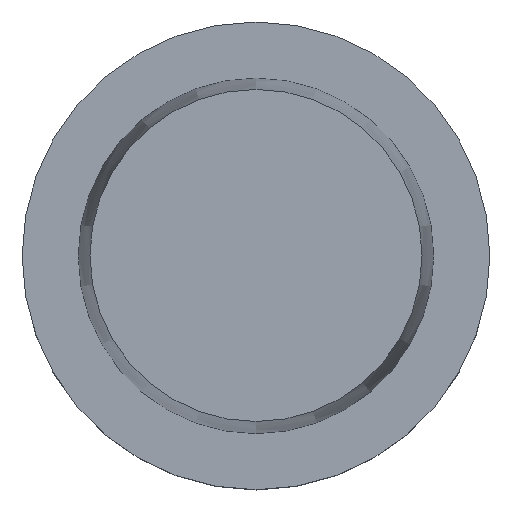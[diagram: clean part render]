
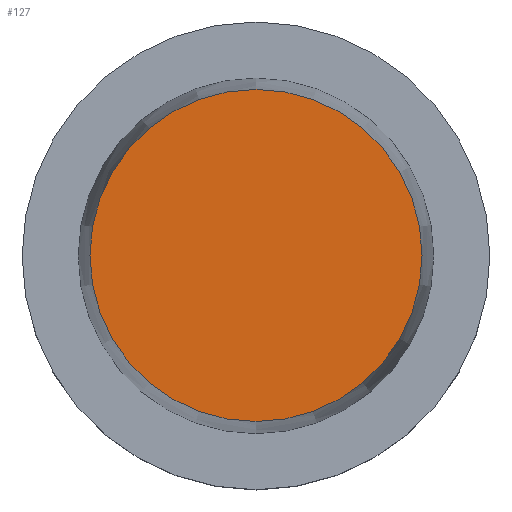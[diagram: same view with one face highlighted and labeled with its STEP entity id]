
A CAD part, top view. The second image highlights one B-rep face of the part: STEP entity #127.
In plain terms, the highlighted planar face has unit normal (0, 0, 1).
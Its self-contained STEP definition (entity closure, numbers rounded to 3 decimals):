
#110=EDGE_CURVE('Unnamed[1]',#274,#274,#275,.T.);
#127=ADVANCED_FACE('Unnamed[1]',(#301),#302,.T.);
#274=VERTEX_POINT('',#493);
#275=CIRCLE('',#494,35.5);
#301=FACE_OUTER_BOUND('',#526,.T.);
#302=PLANE('',#527);
#493=CARTESIAN_POINT('',(0.,35.5,50.0));
#494=AXIS2_PLACEMENT_3D('',#733,#734,#735);
#526=EDGE_LOOP('',(#764));
#527=AXIS2_PLACEMENT_3D('',#765,#766,#767);
#733=CARTESIAN_POINT('',(0.,0.,50.0));
#734=DIRECTION('',(0.,0.,-1.0));
#735=DIRECTION('',(0.,1.0,0.));
#764=ORIENTED_EDGE('',*,*,#110,.F.);
#765=CARTESIAN_POINT('',(0.,17.75,50.0));
#766=DIRECTION('',(0.,0.,1.0));
#767=DIRECTION('',(0.,-1.0,0.));
